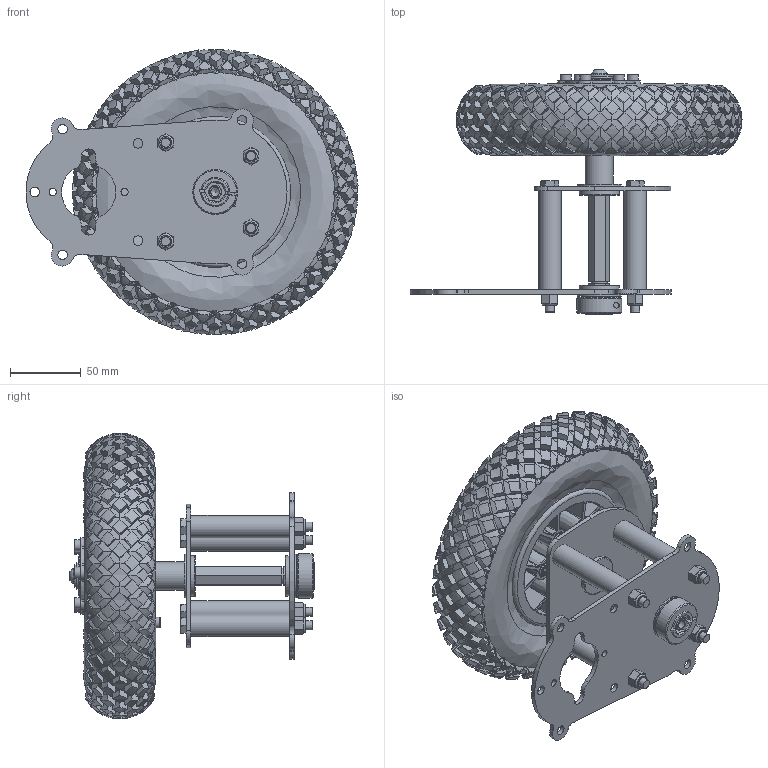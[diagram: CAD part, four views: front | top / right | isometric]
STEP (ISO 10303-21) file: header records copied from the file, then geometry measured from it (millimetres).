
FILE_DESCRIPTION (( 'STEP AP214' ), '1' );
FILE_NAME ('am-4673 Practice Agitator.STEP', '2022-01-07T18:46:56', ( '' ), ( '' ), 'SwSTEP 2.0', 'SolidWorks 2021', '' );
FILE_SCHEMA (( 'AUTOMOTIVE_DESIGN' ));
Length unit declared in the file: inch
Products named in the file (24): Valve; #4x1.00, Plastic Thread Rolling Screw, Pan Head, Cross Recessed, Zinc Plated (Plastic Applications)_Fastenal__5E0B_15FCAA; ip-4674 Agitator Shaft From Toughbox Long Hex Output Shaft; am-1526 500Hex Collar Clamp; hex_.25_20_3.5_partial; Tire; 500Hex Collar Clamp Body; 14-20 x 0.500 BHCS_92949A837; nylock_.25_20; socket_hex_10_32_2_partial; am-4673 Practice Agitator; Hub; GE-22447; Pneumatic Hub; 10-32x0500_shcs_HX-SHCS 0.19-32x1.375x1-C; spacer_.255_.625_2.75; nylock_10_32_90631A411; GE-22437; GE-22436_am-4124 500 Hex Hub; GE-22442_PremountingTabs; GE-22444; 0.25 Flat Washer_Preferred Wide FW 0.25; GE-22446; GE-22445_GE-22445-1000
Assembly tree (50 placements, depth 5):
  am-4673 Practice Agitator
    GE-22442_PremountingTabs
    GE-22444
    GE-22437  x2
    hex_.25_20_3.5_partial  x4
    nylock_.25_20  x4
    spacer_.255_.625_2.75  x4
    GE-22445_GE-22445-1000  x2
    GE-22447
      GE-22446
        Tire
        Valve
        Pneumatic Hub
          #4x1.00, Plastic Thread Rolling Screw, Pan Head, Cross Recessed, Zinc Plated (Plastic Applications)_Fastenal__5E0B_15FCAA  x6
          Hub  x2
      GE-22436_am-4124 500 Hex Hub
      socket_hex_10_32_2_partial  x6
      nylock_10_32_90631A411  x6
    ip-4674 Agitator Shaft From Toughbox Long Hex Output Shaft
    am-1526 500Hex Collar Clamp
      500Hex Collar Clamp Body
      10-32x0500_shcs_HX-SHCS 0.19-32x1.375x1-C
    0.25 Flat Washer_Preferred Wide FW 0.25
    14-20 x 0.500 BHCS_92949A837
Bounding box: 234.77 x 172.9 x 201.96 mm (x, y, z)
Volume: 654486.8 mm3; surface area: 362274.7 mm2
Topology: 56 solids, 56 shells, 4729 faces, 13006 edges, 8495 vertices
Faces by surface type: plane 2316, bspline 1413, cone 511, cylinder 457, torus 31, sphere 1
Full cylindrical faces by diameter (mm): 1.587 x1, 2.438 x6, 3.226 x6, 3.302 x6, 4.039 x1, 4.091 x6, 4.826 x19, 5.08 x12, 5.105 x10, 5.232 x4, 5.563 x6, 5.816 x6, 6.35 x13, 6.375 x1, 6.477 x4, 6.756 x15, 6.843 x4, 7.62 x2, 7.925 x7, 7.937 x1, 8.382 x1, 9.525 x1, 11.1 x1, 11.176 x1, 12.804 x1, 15.875 x5, 19.05 x2, 19.99 x2, 22.225 x1, 25.4 x2
Entity records: 230786 total; most frequent: CARTESIAN_POINT 103371, ORIENTED_EDGE 21206, EDGE_CURVE 10603, DIRECTION 10553, VERTEX_POINT 7071, B_SPLINE_CURVE_WITH_KNOTS 5761, EDGE_LOOP 4054, FACE_OUTER_BOUND 3860
